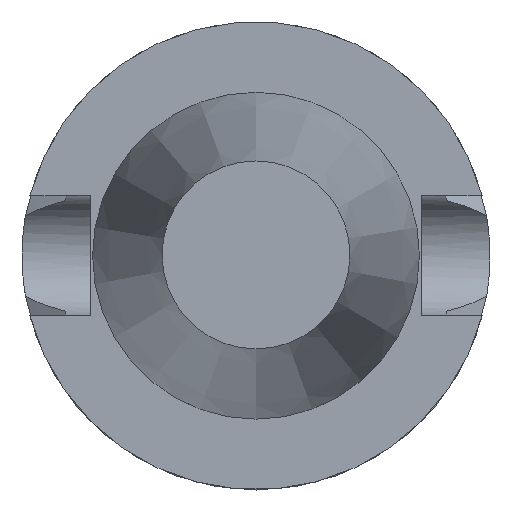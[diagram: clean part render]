
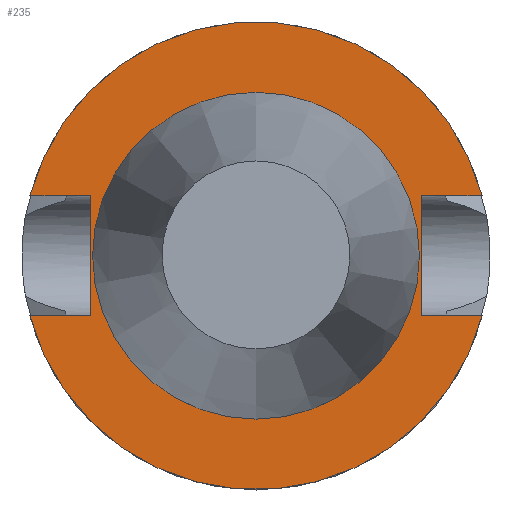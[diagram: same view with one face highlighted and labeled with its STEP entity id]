
A CAD part, top view. The second image highlights one B-rep face of the part: STEP entity #235.
In plain terms, the highlighted planar face has unit normal (0, 0, 1).
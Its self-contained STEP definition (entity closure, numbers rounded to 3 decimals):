
#136=EDGE_CURVE('240[2]',#376,#377,#378,.T.);
#175=EDGE_CURVE('240[2]',#377,#438,#439,.T.);
#195=EDGE_CURVE('240[2]',#467,#468,#469,.T.);
#197=EDGE_CURVE('240[2]',#471,#438,#472,.T.);
#230=EDGE_CURVE('240[2]',#514,#514,#515,.T.);
#232=EDGE_CURVE('240[2]',#517,#380,#518,.T.);
#235=ADVANCED_FACE('240[2]',(#521,#522),#523,.T.);
#243=EDGE_CURVE('240[2]',#471,#467,#535,.T.);
#285=EDGE_CURVE('240[2]',#468,#380,#590,.T.);
#289=EDGE_CURVE('240[2]',#517,#376,#594,.T.);
#376=VERTEX_POINT('',#763);
#377=VERTEX_POINT('',#764);
#378=LINE('',#765,#766);
#380=VERTEX_POINT('',#769);
#438=VERTEX_POINT('',#921);
#439=LINE('',#922,#923);
#467=VERTEX_POINT('',#990);
#468=VERTEX_POINT('',#991);
#469=LINE('',#992,#993);
#471=VERTEX_POINT('',#996);
#472=CIRCLE('',#997,50.0);
#514=VERTEX_POINT('',#1062);
#515=CIRCLE('',#1063,34.925);
#517=VERTEX_POINT('',#1066);
#518=CIRCLE('',#1067,50.0);
#521=FACE_BOUND('',#1071,.T.);
#522=FACE_OUTER_BOUND('',#1072,.T.);
#523=PLANE('',#1073);
#535=LINE('',#1111,#1112);
#590=LINE('',#1215,#1216);
#594=LINE('',#1222,#1223);
#763=CARTESIAN_POINT('',(-35.4,12.85,-3.));
#764=CARTESIAN_POINT('',(-35.4,-12.85,-3.0));
#765=CARTESIAN_POINT('',(-35.4,14.806,-3.));
#766=VECTOR('',#1361,1.0);
#769=CARTESIAN_POINT('',(48.321,12.85,-3.0));
#921=CARTESIAN_POINT('',(-48.321,-12.85,-3.0));
#922=CARTESIAN_POINT('',(-17.7,-12.85,-3.0));
#923=VECTOR('',#1424,1.0);
#990=CARTESIAN_POINT('',(35.4,-12.85,-3.0));
#991=CARTESIAN_POINT('',(35.4,12.85,-3.));
#992=CARTESIAN_POINT('',(35.4,21.231,-3.));
#993=VECTOR('',#1448,1.0);
#996=CARTESIAN_POINT('',(48.321,-12.85,-3.0));
#997=AXIS2_PLACEMENT_3D('',#1449,#1450,#1451);
#1062=CARTESIAN_POINT('',(0.,34.925,-3.0));
#1063=AXIS2_PLACEMENT_3D('',#1517,#1518,#1519);
#1066=CARTESIAN_POINT('',(-48.321,12.85,-3.0));
#1067=AXIS2_PLACEMENT_3D('',#1520,#1521,#1522);
#1071=EDGE_LOOP('',(#1524));
#1072=EDGE_LOOP('',(#1525,#1526,#1527,#1528,#1529,#1530,#1531,#1532));
#1073=AXIS2_PLACEMENT_3D('',#1533,#1534,#1535);
#1111=CARTESIAN_POINT('',(17.7,-12.85,-3.0));
#1112=VECTOR('',#1539,1.0);
#1215=CARTESIAN_POINT('',(17.7,12.85,-3.));
#1216=VECTOR('',#1609,1.0);
#1222=CARTESIAN_POINT('',(-17.7,12.85,-3.));
#1223=VECTOR('',#1613,1.0);
#1361=DIRECTION('',(-0.0,-1.0,0.));
#1424=DIRECTION('',(-1.0,0.0,0.));
#1448=DIRECTION('',(-0.0,1.0,0.));
#1449=CARTESIAN_POINT('',(0.,0.,-3.0));
#1450=DIRECTION('',(0.,0.,-1.0));
#1451=DIRECTION('',(0.,1.0,0.));
#1517=CARTESIAN_POINT('',(0.,0.,-3.0));
#1518=DIRECTION('',(0.,0.,-1.0));
#1519=DIRECTION('',(0.,1.0,0.));
#1520=CARTESIAN_POINT('',(0.,0.,-3.0));
#1521=DIRECTION('',(0.,0.,-1.0));
#1522=DIRECTION('',(0.,1.0,0.));
#1524=ORIENTED_EDGE('',*,*,#230,.T.);
#1525=ORIENTED_EDGE('',*,*,#289,.T.);
#1526=ORIENTED_EDGE('',*,*,#136,.T.);
#1527=ORIENTED_EDGE('',*,*,#175,.T.);
#1528=ORIENTED_EDGE('',*,*,#197,.F.);
#1529=ORIENTED_EDGE('',*,*,#243,.T.);
#1530=ORIENTED_EDGE('',*,*,#195,.T.);
#1531=ORIENTED_EDGE('',*,*,#285,.T.);
#1532=ORIENTED_EDGE('',*,*,#232,.F.);
#1533=CARTESIAN_POINT('',(0.,42.463,-3.));
#1534=DIRECTION('',(0.,0.,1.0));
#1535=DIRECTION('',(1.0,0.,0.0));
#1539=DIRECTION('',(-1.0,0.0,0.));
#1609=DIRECTION('',(1.0,0.0,0.));
#1613=DIRECTION('',(1.0,0.0,0.));
